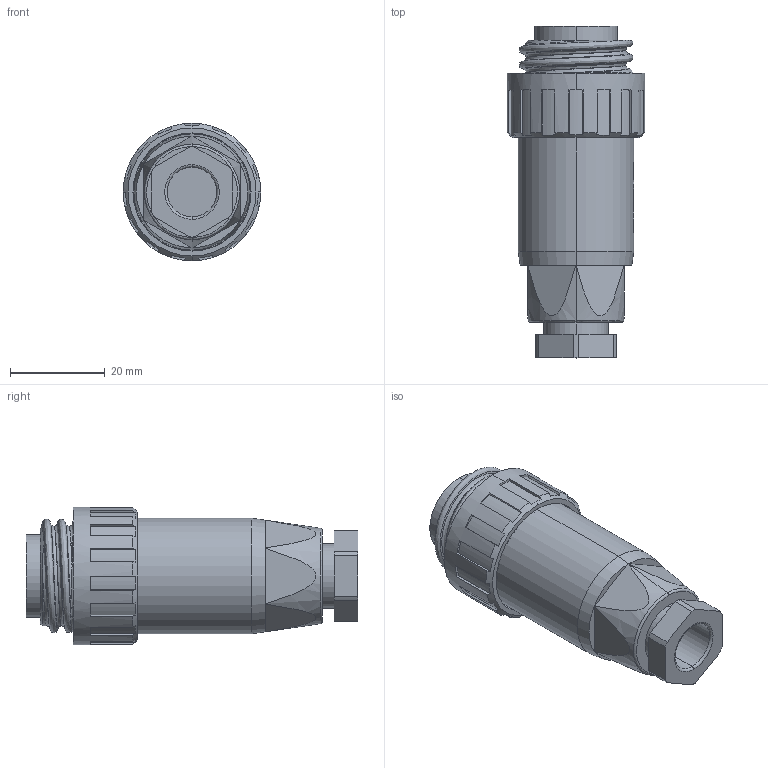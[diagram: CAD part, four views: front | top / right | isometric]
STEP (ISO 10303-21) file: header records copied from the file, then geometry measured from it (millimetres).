
FILE_DESCRIPTION (( 'STEP AP203' ), '1' );
FILE_NAME ('P426.STEP', '2020-04-16T01:04:24', ( 'edpusr' ), ( 'Microsoft' ), 'SwSTEP 2.0', 'SolidWorks 2015', '' );
FILE_SCHEMA (( 'CONFIG_CONTROL_DESIGN' ));
Length unit declared in the file: millimetre
Products named in the file (1): P426
Bounding box: 29 x 70 x 29 mm (x, y, z)
Volume: 28919.3 mm3; surface area: 12400.1 mm2
Topology: 3 solids, 4 shells, 420 faces, 1110 edges, 728 vertices
Faces by surface type: plane 191, cylinder 158, bspline 52, cone 19
Entity records: 21585 total; most frequent: CARTESIAN_POINT 11941, ORIENTED_EDGE 2204, DIRECTION 1656, EDGE_CURVE 1102, VERTEX_POINT 728, AXIS2_PLACEMENT_3D 558, LINE 540, VECTOR 540
